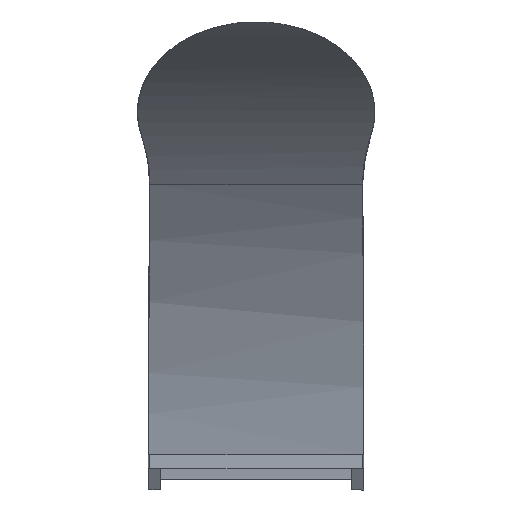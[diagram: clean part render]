
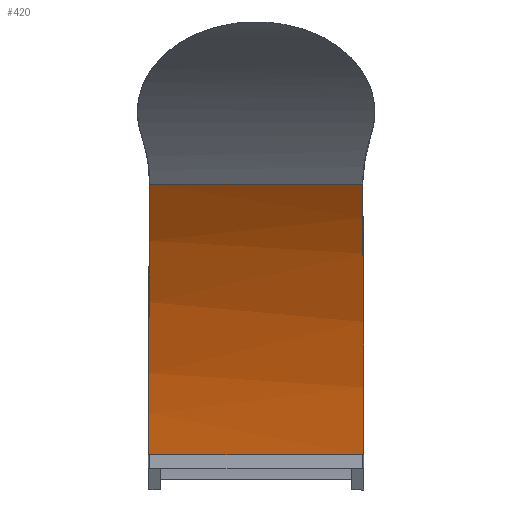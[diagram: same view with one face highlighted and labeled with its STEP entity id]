
A CAD part, front view. The second image highlights one B-rep face of the part: STEP entity #420.
In plain terms, the highlighted cylindrical face has radius 82 mm (diameter 164 mm), a partial arc.
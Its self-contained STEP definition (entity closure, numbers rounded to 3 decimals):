
#14 = CARTESIAN_POINT ( 'NONE',  ( -15.169, 74.525, -34.499 ) ) ;
#35 = ORIENTED_EDGE ( 'NONE', *, *, #608, .T. ) ;
#36 = AXIS2_PLACEMENT_3D ( 'NONE', #154, #442, #812 ) ;
#59 = CARTESIAN_POINT ( 'NONE',  ( 0., 60.389, -10.256 ) ) ;
#125 = ORIENTED_EDGE ( 'NONE', *, *, #298, .T. ) ;
#154 = CARTESIAN_POINT ( 'NONE',  ( 17., -4.597, -60.264 ) ) ;
#157 = EDGE_CURVE ( 'NONE', #795, #868, #508, .T. ) ;
#173 = VERTEX_POINT ( 'NONE', #698 ) ;
#181 = CARTESIAN_POINT ( 'NONE',  ( -15.046, 60.389, -10.256 ) ) ;
#185 = ORIENTED_EDGE ( 'NONE', *, *, #157, .T. ) ;
#213 = CARTESIAN_POINT ( 'NONE',  ( -15.046, 60.389, -10.256 ) ) ;
#281 = CARTESIAN_POINT ( 'NONE',  ( -15.187, 76.554, -48.5 ) ) ;
#285 = CARTESIAN_POINT ( 'NONE',  ( 15.169, 74.525, -34.499 ) ) ;
#298 = EDGE_CURVE ( 'NONE', #721, #795, #655, .T. ) ;
#386 = LINE ( 'NONE', #667, #665 ) ;
#420 = ADVANCED_FACE ( 'NONE', ( #522 ), #790, .F. ) ;
#421 = CARTESIAN_POINT ( 'NONE',  ( 15.187, 76.554, -48.5 ) ) ;
#423 = VECTOR ( 'NONE', #481, 1000. ) ;
#439 = CARTESIAN_POINT ( 'NONE',  ( 15.187, 76.554, -48.5 ) ) ;
#442 = DIRECTION ( 'NONE',  ( -1., 0., 0. ) ) ;
#481 = DIRECTION ( 'NONE',  ( -1., 0., 0. ) ) ;
#483 = CARTESIAN_POINT ( 'NONE',  ( 15.121, 69.017, -21.468 ) ) ;
#508 = LINE ( 'NONE', #59, #423 ) ;
#522 = FACE_OUTER_BOUND ( 'NONE', #794, .T. ) ;
#605 = DIRECTION ( 'NONE',  ( -1., 0., 0. ) ) ;
#608 = EDGE_CURVE ( 'NONE', #868, #173, #860, .T. ) ;
#630 = CARTESIAN_POINT ( 'NONE',  ( 15.046, 60.389, -10.256 ) ) ;
#646 = CARTESIAN_POINT ( 'NONE',  ( -15.121, 69.017, -21.468 ) ) ;
#655 =( BOUNDED_CURVE ( )  B_SPLINE_CURVE ( 3, ( #421, #285, #483, #630 ),
 .UNSPECIFIED., .F., .F. ) 
 B_SPLINE_CURVE_WITH_KNOTS ( ( 4, 4 ),
 ( 3.286, 3.797 ),
 .UNSPECIFIED. ) 
 CURVE ( )  GEOMETRIC_REPRESENTATION_ITEM ( )  RATIONAL_B_SPLINE_CURVE ( ( 1., 0.978, 0.978, 1. ) ) 
 REPRESENTATION_ITEM ( '' )  );
#665 = VECTOR ( 'NONE', #605, 1000. ) ;
#667 = CARTESIAN_POINT ( 'NONE',  ( 17., 76.554, -48.5 ) ) ;
#698 = CARTESIAN_POINT ( 'NONE',  ( -15.187, 76.554, -48.5 ) ) ;
#721 = VERTEX_POINT ( 'NONE', #439 ) ;
#736 = CARTESIAN_POINT ( 'NONE',  ( 15.046, 60.389, -10.256 ) ) ;
#781 = ORIENTED_EDGE ( 'NONE', *, *, #873, .F. ) ;
#790 = CYLINDRICAL_SURFACE ( 'NONE', #36, 82. ) ;
#794 = EDGE_LOOP ( 'NONE', ( #35, #781, #125, #185 ) ) ;
#795 = VERTEX_POINT ( 'NONE', #736 ) ;
#812 = DIRECTION ( 'NONE',  ( 0., 0., 1. ) ) ;
#860 =( BOUNDED_CURVE ( )  B_SPLINE_CURVE ( 3, ( #213, #646, #14, #281 ),
 .UNSPECIFIED., .F., .F. ) 
 B_SPLINE_CURVE_WITH_KNOTS ( ( 4, 4 ),
 ( 5.627, 6.139 ),
 .UNSPECIFIED. ) 
 CURVE ( )  GEOMETRIC_REPRESENTATION_ITEM ( )  RATIONAL_B_SPLINE_CURVE ( ( 1., 0.978, 0.978, 1. ) ) 
 REPRESENTATION_ITEM ( '' )  );
#868 = VERTEX_POINT ( 'NONE', #181 ) ;
#873 = EDGE_CURVE ( 'NONE', #721, #173, #386, .T. ) ;
